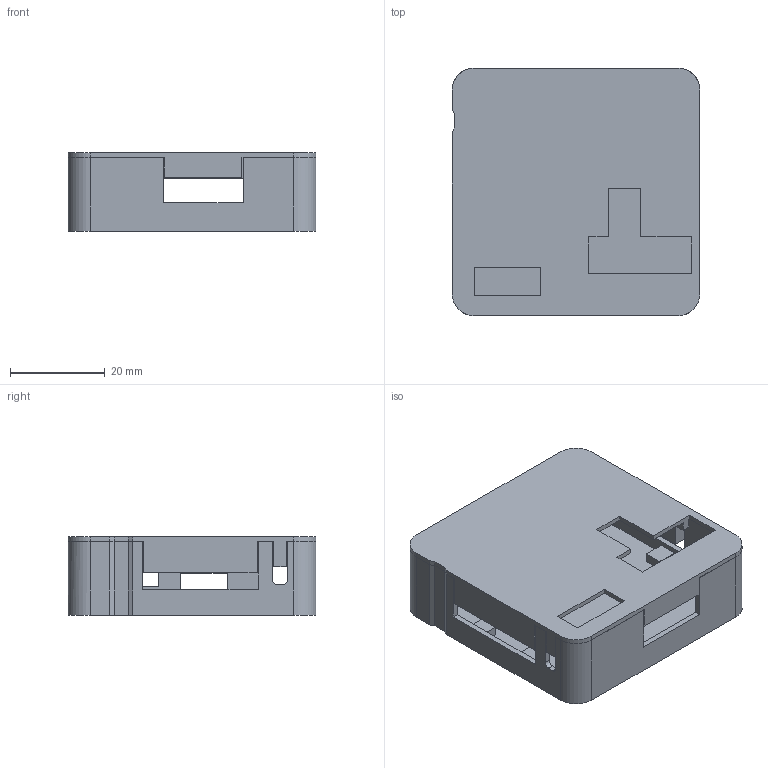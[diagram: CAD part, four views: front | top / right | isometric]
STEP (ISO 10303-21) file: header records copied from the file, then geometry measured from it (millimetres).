
FILE_DESCRIPTION(/* description */ (''),/* implementation_level */ '2;1');
FILE_NAME(/* name */ 'luna-case.step',/* time_stamp */ '2021-06-21T11:30:40+02:00',/* author */ (''),/* organization */ (''),/* preprocessor_version */ 'ST-DEVELOPER v18.1',/* originating_system */ 'Autodesk Translation Framework v9.7.0.1280',/* authorisation */ '');
FILE_SCHEMA (('AUTOMOTIVE_DESIGN { 1 0 10303 214 3 1 1 }'));
Length unit declared in the file: millimetre
Products named in the file (1): luna-case
Bounding box: 52.4 x 52.4 x 16.6 mm (x, y, z)
Volume: 12074.3 mm3; surface area: 15851.7 mm2
Topology: 2 solids, 2 shells, 178 faces, 529 edges, 354 vertices
Faces by surface type: plane 154, cylinder 24
Entity records: 5928 total; most frequent: CARTESIAN_POINT 1062, ORIENTED_EDGE 1058, DIRECTION 941, EDGE_CURVE 529, LINE 475, VECTOR 475, VERTEX_POINT 354, AXIS2_PLACEMENT_3D 233
